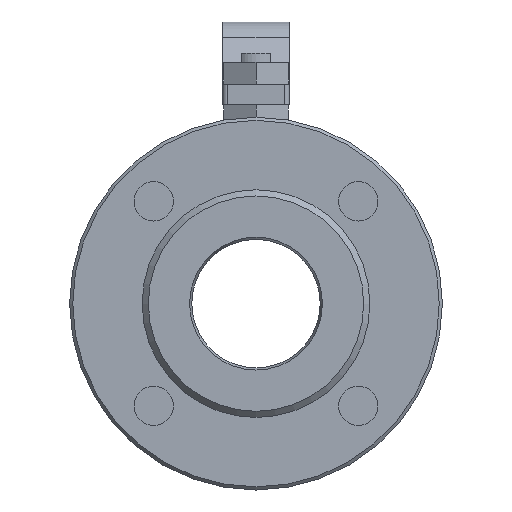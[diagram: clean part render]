
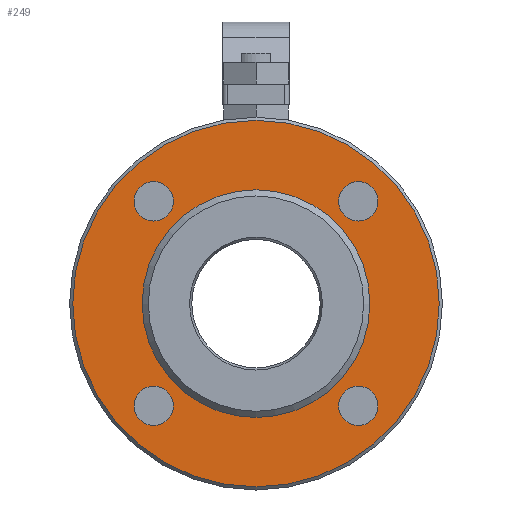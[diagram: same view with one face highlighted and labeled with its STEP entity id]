
A CAD part, left-side view. The second image highlights one B-rep face of the part: STEP entity #249.
In plain terms, the highlighted planar face has unit normal (-1, 0, 0).
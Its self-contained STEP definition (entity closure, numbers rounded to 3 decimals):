
#249 = ADVANCED_FACE( '', ( #701, #702, #703, #704, #705, #706 ), #707, .F. );
#701 = FACE_OUTER_BOUND( '', #1490, .T. );
#702 = FACE_BOUND( '', #1491, .T. );
#703 = FACE_BOUND( '', #1492, .T. );
#704 = FACE_BOUND( '', #1493, .T. );
#705 = FACE_BOUND( '', #1494, .T. );
#706 = FACE_BOUND( '', #1495, .T. );
#707 = PLANE( '', #1496 );
#1490 = EDGE_LOOP( '', ( #2294 ) );
#1491 = EDGE_LOOP( '', ( #2295 ) );
#1492 = EDGE_LOOP( '', ( #2296 ) );
#1493 = EDGE_LOOP( '', ( #2297 ) );
#1494 = EDGE_LOOP( '', ( #2298 ) );
#1495 = EDGE_LOOP( '', ( #2299 ) );
#1496 = AXIS2_PLACEMENT_3D( '', #2300, #2301, #2302 );
#2294 = ORIENTED_EDGE( '', *, *, #3878, .T. );
#2295 = ORIENTED_EDGE( '', *, *, #3879, .F. );
#2296 = ORIENTED_EDGE( '', *, *, #3880, .F. );
#2297 = ORIENTED_EDGE( '', *, *, #3881, .F. );
#2298 = ORIENTED_EDGE( '', *, *, #3882, .F. );
#2299 = ORIENTED_EDGE( '', *, *, #3883, .F. );
#2300 = CARTESIAN_POINT( '', ( 3., 0., -55. ) );
#2301 = DIRECTION( '', ( 1., 0., 0. ) );
#2302 = DIRECTION( '', ( 0., 0., -1. ) );
#3878 = EDGE_CURVE( '', #4488, #4488, #4489, .F. );
#3879 = EDGE_CURVE( '', #4490, #4490, #4491, .T. );
#3880 = EDGE_CURVE( '', #4492, #4492, #4493, .T. );
#3881 = EDGE_CURVE( '', #4494, #4494, #4495, .T. );
#3882 = EDGE_CURVE( '', #4496, #4496, #4497, .T. );
#3883 = EDGE_CURVE( '', #4498, #4498, #4499, .T. );
#4488 = VERTEX_POINT( '', #5368 );
#4489 = CIRCLE( '', #5369, 88.5 );
#4490 = VERTEX_POINT( '', #5370 );
#4491 = CIRCLE( '', #5371, 9.5 );
#4492 = VERTEX_POINT( '', #5372 );
#4493 = CIRCLE( '', #5373, 9.5 );
#4494 = VERTEX_POINT( '', #5374 );
#4495 = CIRCLE( '', #5375, 9.5 );
#4496 = VERTEX_POINT( '', #5376 );
#4497 = CIRCLE( '', #5377, 9.5 );
#4498 = VERTEX_POINT( '', #5378 );
#4499 = CIRCLE( '', #5379, 55. );
#5368 = CARTESIAN_POINT( '', ( 3., 0., -88.5 ) );
#5369 = AXIS2_PLACEMENT_3D( '', #6559, #6560, #6561 );
#5370 = CARTESIAN_POINT( '', ( 3., 39.891, -49.391 ) );
#5371 = AXIS2_PLACEMENT_3D( '', #6562, #6563, #6564 );
#5372 = CARTESIAN_POINT( '', ( 3., -58.891, -49.391 ) );
#5373 = AXIS2_PLACEMENT_3D( '', #6565, #6566, #6567 );
#5374 = CARTESIAN_POINT( '', ( 3., -58.891, 49.391 ) );
#5375 = AXIS2_PLACEMENT_3D( '', #6568, #6569, #6570 );
#5376 = CARTESIAN_POINT( '', ( 3., 39.891, 49.391 ) );
#5377 = AXIS2_PLACEMENT_3D( '', #6571, #6572, #6573 );
#5378 = CARTESIAN_POINT( '', ( 3., 0., 55. ) );
#5379 = AXIS2_PLACEMENT_3D( '', #6574, #6575, #6576 );
#6559 = CARTESIAN_POINT( '', ( 3., 0., 0. ) );
#6560 = DIRECTION( '', ( 1., 0., 0. ) );
#6561 = DIRECTION( '', ( 0., 0., -1. ) );
#6562 = CARTESIAN_POINT( '', ( 3., 49.391, -49.391 ) );
#6563 = DIRECTION( '', ( -1., 0., 0. ) );
#6564 = DIRECTION( '', ( 0., -1., 0. ) );
#6565 = CARTESIAN_POINT( '', ( 3., -49.391, -49.391 ) );
#6566 = DIRECTION( '', ( -1., 0., 0. ) );
#6567 = DIRECTION( '', ( 0., -1., 0. ) );
#6568 = CARTESIAN_POINT( '', ( 3., -49.391, 49.391 ) );
#6569 = DIRECTION( '', ( -1., 0., 0. ) );
#6570 = DIRECTION( '', ( 0., -1., 0. ) );
#6571 = CARTESIAN_POINT( '', ( 3., 49.391, 49.391 ) );
#6572 = DIRECTION( '', ( -1., 0., 0. ) );
#6573 = DIRECTION( '', ( 0., -1., 0. ) );
#6574 = CARTESIAN_POINT( '', ( 3., 0., 0. ) );
#6575 = DIRECTION( '', ( -1., 0., 0. ) );
#6576 = DIRECTION( '', ( 0., 0., 1. ) );
